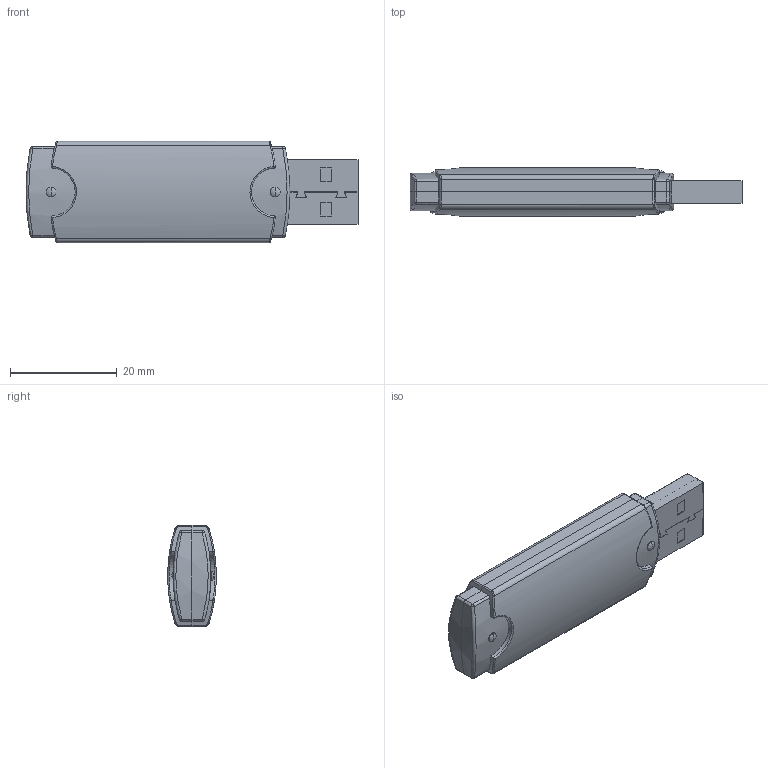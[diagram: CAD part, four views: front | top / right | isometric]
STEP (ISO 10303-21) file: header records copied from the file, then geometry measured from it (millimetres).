
FILE_DESCRIPTION (( 'STEP AP203' ), '1' );
FILE_NAME ('usb_stick_RK1808.STEP', '2024-05-06T15:21:59', ( '' ), ( '' ), 'SwSTEP 2.0', 'SolidWorks 2018', '' );
FILE_SCHEMA (( 'CONFIG_CONTROL_DESIGN' ));
Length unit declared in the file: millimetre
Products named in the file (1): usb_stick_RK1808
Bounding box: 62.21 x 9.09 x 19 mm (x, y, z)
Volume: 7301.6 mm3; surface area: 3448.4 mm2
Topology: 1 solids, 1 shells, 184 faces, 457 edges, 277 vertices
Faces by surface type: plane 82, cylinder 59, bspline 34, sphere 9
Entity records: 7103 total; most frequent: CARTESIAN_POINT 3042, ORIENTED_EDGE 888, DIRECTION 708, EDGE_CURVE 444, VERTEX_POINT 275, LINE 270, VECTOR 270, AXIS2_PLACEMENT_3D 219
